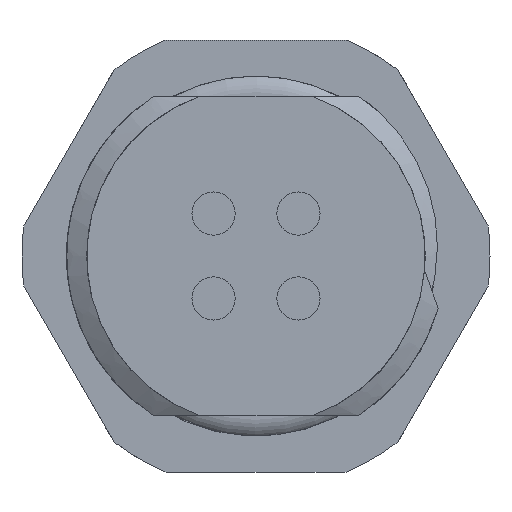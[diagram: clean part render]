
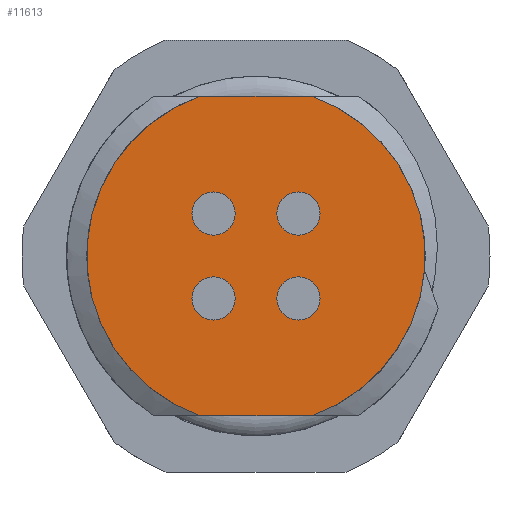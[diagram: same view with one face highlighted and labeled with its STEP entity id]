
A CAD part, front view. The second image highlights one B-rep face of the part: STEP entity #11613.
In plain terms, the highlighted planar face has unit normal (0, -1, 0).
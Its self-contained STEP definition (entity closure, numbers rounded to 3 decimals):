
#2685=DIRECTION('',(-1.,0.,0.));
#2686=VECTOR('',#2685,4.682);
#2687=CARTESIAN_POINT('',(2.341,-7.,6.65));
#2688=LINE('',#2687,#2686);
#3113=DIRECTION('',(1.,0.,0.));
#3114=VECTOR('',#3113,4.682);
#3115=CARTESIAN_POINT('',(-2.341,-7.,-6.65));
#3116=LINE('',#3115,#3114);
#3433=CARTESIAN_POINT('',(0.,-7.,0.));
#3434=DIRECTION('',(0.,1.,0.));
#3435=DIRECTION('',(0.332,0.,0.943));
#3436=AXIS2_PLACEMENT_3D('',#3433,#3434,#3435);
#3438=CARTESIAN_POINT('',(0.,-7.,0.));
#3439=DIRECTION('',(0.,1.,0.));
#3440=DIRECTION('',(-0.332,0.,-0.943));
#3441=AXIS2_PLACEMENT_3D('',#3438,#3439,#3440);
#3443=CARTESIAN_POINT('',(-1.768,-7.,1.768));
#3444=DIRECTION('',(0.,-1.,0.));
#3445=DIRECTION('',(1.,0.,0.));
#3446=AXIS2_PLACEMENT_3D('',#3443,#3444,#3445);
#3448=CARTESIAN_POINT('',(-1.768,-7.,1.768));
#3449=DIRECTION('',(0.,-1.,0.));
#3450=DIRECTION('',(-1.,0.,0.));
#3451=AXIS2_PLACEMENT_3D('',#3448,#3449,#3450);
#3453=CARTESIAN_POINT('',(1.768,-7.,1.768));
#3454=DIRECTION('',(0.,-1.,0.));
#3455=DIRECTION('',(1.,0.,0.));
#3456=AXIS2_PLACEMENT_3D('',#3453,#3454,#3455);
#3458=CARTESIAN_POINT('',(1.768,-7.,1.768));
#3459=DIRECTION('',(0.,-1.,0.));
#3460=DIRECTION('',(-1.,0.,0.));
#3461=AXIS2_PLACEMENT_3D('',#3458,#3459,#3460);
#3463=CARTESIAN_POINT('',(1.768,-7.,-1.768));
#3464=DIRECTION('',(0.,-1.,0.));
#3465=DIRECTION('',(1.,0.,0.));
#3466=AXIS2_PLACEMENT_3D('',#3463,#3464,#3465);
#3468=CARTESIAN_POINT('',(1.768,-7.,-1.768));
#3469=DIRECTION('',(0.,-1.,0.));
#3470=DIRECTION('',(-1.,0.,0.));
#3471=AXIS2_PLACEMENT_3D('',#3468,#3469,#3470);
#3473=CARTESIAN_POINT('',(-1.768,-7.,-1.768));
#3474=DIRECTION('',(0.,-1.,0.));
#3475=DIRECTION('',(1.,0.,0.));
#3476=AXIS2_PLACEMENT_3D('',#3473,#3474,#3475);
#3478=CARTESIAN_POINT('',(-1.768,-7.,-1.768));
#3479=DIRECTION('',(0.,-1.,0.));
#3480=DIRECTION('',(-1.,0.,0.));
#3481=AXIS2_PLACEMENT_3D('',#3478,#3479,#3480);
#7173=CARTESIAN_POINT('',(2.341,-7.,6.65));
#7174=VERTEX_POINT('',#7173);
#7175=CARTESIAN_POINT('',(-2.341,-7.,6.65));
#7176=VERTEX_POINT('',#7175);
#7307=CARTESIAN_POINT('',(-2.341,-7.,-6.65));
#7308=VERTEX_POINT('',#7307);
#7309=CARTESIAN_POINT('',(2.341,-7.,-6.65));
#7310=VERTEX_POINT('',#7309);
#7630=CARTESIAN_POINT('',(-0.868,-7.,1.768));
#7631=CARTESIAN_POINT('',(-2.668,-7.,1.768));
#7632=VERTEX_POINT('',#7630);
#7633=VERTEX_POINT('',#7631);
#7634=CARTESIAN_POINT('',(2.668,-7.,1.768));
#7635=CARTESIAN_POINT('',(0.868,-7.,1.768));
#7636=VERTEX_POINT('',#7634);
#7637=VERTEX_POINT('',#7635);
#7638=CARTESIAN_POINT('',(2.668,-7.,-1.768));
#7639=CARTESIAN_POINT('',(0.868,-7.,-1.768));
#7640=VERTEX_POINT('',#7638);
#7641=VERTEX_POINT('',#7639);
#7642=CARTESIAN_POINT('',(-0.868,-7.,-1.768));
#7643=CARTESIAN_POINT('',(-2.668,-7.,-1.768));
#7644=VERTEX_POINT('',#7642);
#7645=VERTEX_POINT('',#7643);
#11577=CARTESIAN_POINT('',(0.,-7.,0.));
#11578=DIRECTION('',(0.,-1.,0.));
#11579=DIRECTION('',(1.,0.,0.));
#11580=AXIS2_PLACEMENT_3D('',#11577,#11578,#11579);
#11581=PLANE('',#11580);
#11582=ORIENTED_EDGE('',*,*,#10732,.F.);
#11583=ORIENTED_EDGE('',*,*,#11401,.T.);
#11584=ORIENTED_EDGE('',*,*,#11171,.F.);
#11586=ORIENTED_EDGE('',*,*,#11585,.T.);
#11587=EDGE_LOOP('',(#11582,#11583,#11584,#11586));
#11588=FACE_OUTER_BOUND('',#11587,.F.);
#11590=ORIENTED_EDGE('',*,*,#11589,.T.);
#11592=ORIENTED_EDGE('',*,*,#11591,.T.);
#11593=EDGE_LOOP('',(#11590,#11592));
#11594=FACE_BOUND('',#11593,.F.);
#11596=ORIENTED_EDGE('',*,*,#11595,.T.);
#11598=ORIENTED_EDGE('',*,*,#11597,.T.);
#11599=EDGE_LOOP('',(#11596,#11598));
#11600=FACE_BOUND('',#11599,.F.);
#11602=ORIENTED_EDGE('',*,*,#11601,.T.);
#11604=ORIENTED_EDGE('',*,*,#11603,.T.);
#11605=EDGE_LOOP('',(#11602,#11604));
#11606=FACE_BOUND('',#11605,.F.);
#11608=ORIENTED_EDGE('',*,*,#11607,.T.);
#11610=ORIENTED_EDGE('',*,*,#11609,.T.);
#11611=EDGE_LOOP('',(#11608,#11610));
#11612=FACE_BOUND('',#11611,.F.);
#3437=CIRCLE('',#3436,7.05);
#3442=CIRCLE('',#3441,7.05);
#3447=CIRCLE('',#3446,0.9);
#3452=CIRCLE('',#3451,0.9);
#3457=CIRCLE('',#3456,0.9);
#3462=CIRCLE('',#3461,0.9);
#3467=CIRCLE('',#3466,0.9);
#3472=CIRCLE('',#3471,0.9);
#3477=CIRCLE('',#3476,0.9);
#3482=CIRCLE('',#3481,0.9);
#10732=EDGE_CURVE('',#7174,#7176,#2688,.T.);
#11171=EDGE_CURVE('',#7308,#7310,#3116,.T.);
#11401=EDGE_CURVE('',#7174,#7310,#3437,.T.);
#11585=EDGE_CURVE('',#7308,#7176,#3442,.T.);
#11589=EDGE_CURVE('',#7632,#7633,#3447,.T.);
#11591=EDGE_CURVE('',#7633,#7632,#3452,.T.);
#11595=EDGE_CURVE('',#7636,#7637,#3457,.T.);
#11597=EDGE_CURVE('',#7637,#7636,#3462,.T.);
#11601=EDGE_CURVE('',#7640,#7641,#3467,.T.);
#11603=EDGE_CURVE('',#7641,#7640,#3472,.T.);
#11607=EDGE_CURVE('',#7644,#7645,#3477,.T.);
#11609=EDGE_CURVE('',#7645,#7644,#3482,.T.);
#11613=ADVANCED_FACE('',(#11588,#11594,#11600,#11606,#11612),#11581,.T.);
